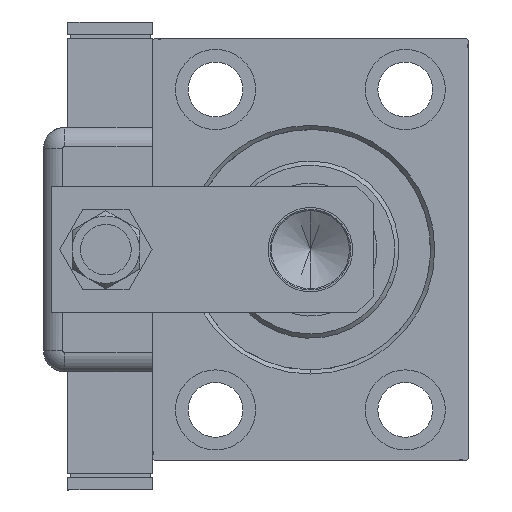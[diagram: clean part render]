
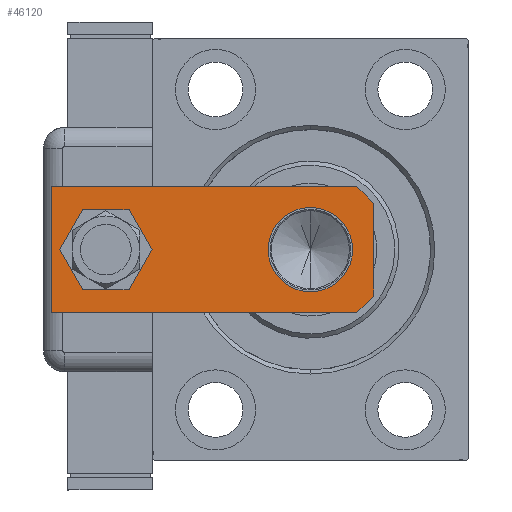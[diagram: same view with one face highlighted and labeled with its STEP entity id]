
A CAD part, left-side view. The second image highlights one B-rep face of the part: STEP entity #46120.
In plain terms, the highlighted face is planar.
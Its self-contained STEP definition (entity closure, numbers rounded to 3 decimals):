
#437 = CIRCLE ( 'NONE', #15832, 7. ) ;
#2195 = EDGE_CURVE ( 'NONE', #55630, #31452, #10150, .T. ) ;
#3142 = PLANE ( 'NONE',  #59327 ) ;
#3439 = CARTESIAN_POINT ( 'NONE',  ( 0., 0., 0. ) ) ;
#4491 = VECTOR ( 'NONE', #38656, 1000. ) ;
#4760 = ORIENTED_EDGE ( 'NONE', *, *, #53422, .T. ) ;
#5129 = EDGE_CURVE ( 'NONE', #58162, #16056, #43100, .T. ) ;
#8367 = EDGE_CURVE ( 'NONE', #11404, #16056, #55751, .T. ) ;
#9101 = DIRECTION ( 'NONE',  ( 0., 0., 1. ) ) ;
#10150 = LINE ( 'NONE', #28521, #33153 ) ;
#11226 = VERTEX_POINT ( 'NONE', #15858 ) ;
#11404 = VERTEX_POINT ( 'NONE', #54237 ) ;
#11975 = VECTOR ( 'NONE', #42544, 1000. ) ;
#12792 = FACE_BOUND ( 'NONE', #40340, .T. ) ;
#13261 = CARTESIAN_POINT ( 'NONE',  ( -15., 0., 0. ) ) ;
#14857 = DIRECTION ( 'NONE',  ( 0., 0., 1. ) ) ;
#15419 = VERTEX_POINT ( 'NONE', #36294 ) ;
#15832 = AXIS2_PLACEMENT_3D ( 'NONE', #46148, #50055, #41333 ) ;
#15858 = CARTESIAN_POINT ( 'NONE',  ( 7., 63.5, 0. ) ) ;
#16056 = VERTEX_POINT ( 'NONE', #24827 ) ;
#16296 = CARTESIAN_POINT ( 'NONE',  ( -11., 0., 0. ) ) ;
#17134 = CIRCLE ( 'NONE', #28697, 7. ) ;
#18784 = CARTESIAN_POINT ( 'NONE',  ( 0., 63.5, 0. ) ) ;
#19076 = DIRECTION ( 'NONE',  ( 1., 0., 0. ) ) ;
#19083 = EDGE_CURVE ( 'NONE', #15419, #34937, #21232, .T. ) ;
#19184 = DIRECTION ( 'NONE',  ( 0., 0., 1. ) ) ;
#20305 = LINE ( 'NONE', #25691, #4491 ) ;
#21232 = CIRCLE ( 'NONE', #22167, 10. ) ;
#22167 = AXIS2_PLACEMENT_3D ( 'NONE', #33027, #19184, #28515 ) ;
#23231 = CARTESIAN_POINT ( 'NONE',  ( 15., 4., 0. ) ) ;
#24827 = CARTESIAN_POINT ( 'NONE',  ( -15., 4., 0. ) ) ;
#25691 = CARTESIAN_POINT ( 'NONE',  ( 15., 0., 0. ) ) ;
#26520 = CARTESIAN_POINT ( 'NONE',  ( 15., 76.5, 0. ) ) ;
#27185 = ORIENTED_EDGE ( 'NONE', *, *, #41313, .F. ) ;
#28160 = VERTEX_POINT ( 'NONE', #26520 ) ;
#28515 = DIRECTION ( 'NONE',  ( 1., 0., 0. ) ) ;
#28521 = CARTESIAN_POINT ( 'NONE',  ( 15., 4., 0. ) ) ;
#28697 = AXIS2_PLACEMENT_3D ( 'NONE', #18784, #14857, #19076 ) ;
#29697 = ORIENTED_EDGE ( 'NONE', *, *, #34108, .F. ) ;
#30235 = VECTOR ( 'NONE', #49990, 1000. ) ;
#31452 = VERTEX_POINT ( 'NONE', #45910 ) ;
#31755 = DIRECTION ( 'NONE',  ( 1., 0., 0. ) ) ;
#33027 = CARTESIAN_POINT ( 'NONE',  ( 0., 15., 0. ) ) ;
#33153 = VECTOR ( 'NONE', #46886, 1000. ) ;
#33292 = EDGE_LOOP ( 'NONE', ( #29697, #41218, #52044, #27185, #34145, #56954 ) ) ;
#33643 = CARTESIAN_POINT ( 'NONE',  ( -7., 63.5, 0. ) ) ;
#33699 = EDGE_CURVE ( 'NONE', #40764, #11226, #437, .T. ) ;
#34108 = EDGE_CURVE ( 'NONE', #58162, #31452, #45480, .T. ) ;
#34145 = ORIENTED_EDGE ( 'NONE', *, *, #47218, .F. ) ;
#34937 = VERTEX_POINT ( 'NONE', #56616 ) ;
#35144 = ORIENTED_EDGE ( 'NONE', *, *, #19083, .T. ) ;
#36294 = CARTESIAN_POINT ( 'NONE',  ( 10., 15., 0. ) ) ;
#38656 = DIRECTION ( 'NONE',  ( 0., 1., 0. ) ) ;
#40340 = EDGE_LOOP ( 'NONE', ( #54718, #47140 ) ) ;
#40764 = VERTEX_POINT ( 'NONE', #33643 ) ;
#41053 = VECTOR ( 'NONE', #52442, 1000. ) ;
#41218 = ORIENTED_EDGE ( 'NONE', *, *, #5129, .T. ) ;
#41313 = EDGE_CURVE ( 'NONE', #28160, #11404, #51591, .T. ) ;
#41333 = DIRECTION ( 'NONE',  ( 1., 0., 0. ) ) ;
#42112 = CIRCLE ( 'NONE', #57522, 10. ) ;
#42171 = DIRECTION ( 'NONE',  ( 0., -1., 0. ) ) ;
#42469 = CARTESIAN_POINT ( 'NONE',  ( -15., 76.5, 0. ) ) ;
#42544 = DIRECTION ( 'NONE',  ( -1., 0., 0. ) ) ;
#43100 = LINE ( 'NONE', #16296, #41053 ) ;
#44418 = FACE_OUTER_BOUND ( 'NONE', #33292, .T. ) ;
#45480 = LINE ( 'NONE', #13261, #30235 ) ;
#45910 = CARTESIAN_POINT ( 'NONE',  ( 11., 0., 0. ) ) ;
#46120 = ADVANCED_FACE ( 'NONE', ( #44418, #12792, #59180 ), #3142, .F. ) ;
#46148 = CARTESIAN_POINT ( 'NONE',  ( 0., 63.5, 0. ) ) ;
#46886 = DIRECTION ( 'NONE',  ( -0.707, -0.707, 0. ) ) ;
#47023 = DIRECTION ( 'NONE',  ( 1., 0., 0. ) ) ;
#47140 = ORIENTED_EDGE ( 'NONE', *, *, #54499, .T. ) ;
#47218 = EDGE_CURVE ( 'NONE', #55630, #28160, #20305, .T. ) ;
#47831 = VECTOR ( 'NONE', #42171, 1000. ) ;
#47949 = CARTESIAN_POINT ( 'NONE',  ( 15., 76.5, 0. ) ) ;
#49825 = DIRECTION ( 'NONE',  ( 0., 0., 1. ) ) ;
#49990 = DIRECTION ( 'NONE',  ( 1., 0., 0. ) ) ;
#50055 = DIRECTION ( 'NONE',  ( 0., 0., 1. ) ) ;
#51591 = LINE ( 'NONE', #47949, #11975 ) ;
#52044 = ORIENTED_EDGE ( 'NONE', *, *, #8367, .F. ) ;
#52442 = DIRECTION ( 'NONE',  ( -0.707, 0.707, 0. ) ) ;
#53223 = EDGE_LOOP ( 'NONE', ( #4760, #35144 ) ) ;
#53422 = EDGE_CURVE ( 'NONE', #34937, #15419, #42112, .T. ) ;
#54237 = CARTESIAN_POINT ( 'NONE',  ( -15., 76.5, 0. ) ) ;
#54499 = EDGE_CURVE ( 'NONE', #11226, #40764, #17134, .T. ) ;
#54718 = ORIENTED_EDGE ( 'NONE', *, *, #33699, .T. ) ;
#54893 = CARTESIAN_POINT ( 'NONE',  ( 0., 15., 0. ) ) ;
#55630 = VERTEX_POINT ( 'NONE', #23231 ) ;
#55751 = LINE ( 'NONE', #42469, #47831 ) ;
#55990 = CARTESIAN_POINT ( 'NONE',  ( -11., 0., 0. ) ) ;
#56616 = CARTESIAN_POINT ( 'NONE',  ( -10., 15., 0. ) ) ;
#56954 = ORIENTED_EDGE ( 'NONE', *, *, #2195, .T. ) ;
#57522 = AXIS2_PLACEMENT_3D ( 'NONE', #54893, #9101, #47023 ) ;
#58162 = VERTEX_POINT ( 'NONE', #55990 ) ;
#59180 = FACE_BOUND ( 'NONE', #53223, .T. ) ;
#59327 = AXIS2_PLACEMENT_3D ( 'NONE', #3439, #49825, #31755 ) ;
